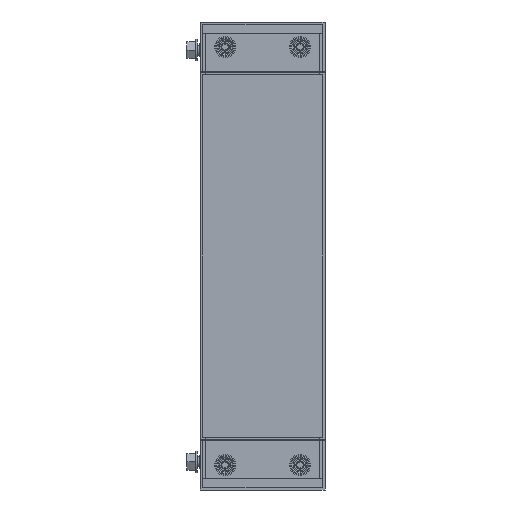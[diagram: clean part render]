
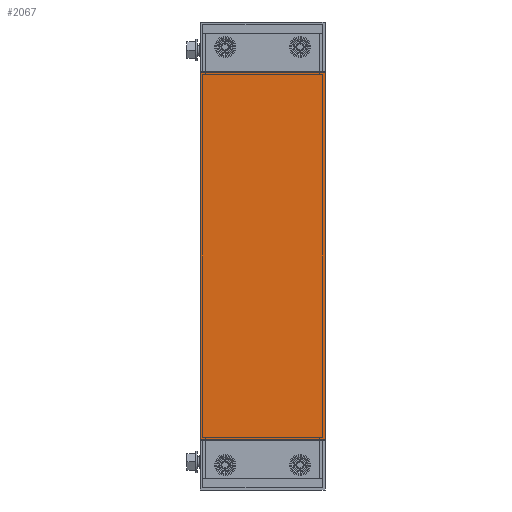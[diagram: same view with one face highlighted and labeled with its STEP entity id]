
A CAD part, left-side view. The second image highlights one B-rep face of the part: STEP entity #2067.
In plain terms, the highlighted planar face has unit normal (-1, 0, 0).
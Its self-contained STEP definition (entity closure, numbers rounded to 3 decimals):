
#35 = CARTESIAN_POINT ( 'NONE',  ( 0., 0., 334.6 ) ) ;
#250 = EDGE_CURVE ( 'NONE', #2372, #4249, #2258, .T. ) ;
#262 = DIRECTION ( 'NONE',  ( 0., 1., 0. ) ) ;
#414 = PLANE ( 'NONE',  #3659 ) ;
#807 = VECTOR ( 'NONE', #5970, 1000. ) ;
#1316 = CARTESIAN_POINT ( 'NONE',  ( 0., 0., 0. ) ) ;
#1609 = CARTESIAN_POINT ( 'NONE',  ( 0., 0., 40.4 ) ) ;
#1983 = EDGE_LOOP ( 'NONE', ( #7266, #9119, #3399, #7695 ) ) ;
#2067 = ADVANCED_FACE ( 'NONE', ( #3624 ), #414, .T. ) ;
#2106 = CARTESIAN_POINT ( 'NONE',  ( 0., 0., 40.4 ) ) ;
#2258 = LINE ( 'NONE', #2106, #8551 ) ;
#2372 = VERTEX_POINT ( 'NONE', #35 ) ;
#2470 = CARTESIAN_POINT ( 'NONE',  ( 0., 0., 334.6 ) ) ;
#2490 = VERTEX_POINT ( 'NONE', #2580 ) ;
#2580 = CARTESIAN_POINT ( 'NONE',  ( 0., -100., 40.4 ) ) ;
#3253 = CARTESIAN_POINT ( 'NONE',  ( 0., -100., 40.4 ) ) ;
#3399 = ORIENTED_EDGE ( 'NONE', *, *, #9084, .T. ) ;
#3469 = DIRECTION ( 'NONE',  ( -1., 0., 0. ) ) ;
#3591 = EDGE_CURVE ( 'NONE', #2490, #8136, #4664, .T. ) ;
#3624 = FACE_OUTER_BOUND ( 'NONE', #1983, .T. ) ;
#3659 = AXIS2_PLACEMENT_3D ( 'NONE', #1316, #3469, #4442 ) ;
#4249 = VERTEX_POINT ( 'NONE', #1609 ) ;
#4442 = DIRECTION ( 'NONE',  ( 0., 0., 1. ) ) ;
#4632 = CARTESIAN_POINT ( 'NONE',  ( 0., -100., 334.6 ) ) ;
#4664 = LINE ( 'NONE', #3253, #5787 ) ;
#4908 = LINE ( 'NONE', #2470, #8817 ) ;
#5787 = VECTOR ( 'NONE', #8490, 1000. ) ;
#5970 = DIRECTION ( 'NONE',  ( 0., -1., 0. ) ) ;
#7266 = ORIENTED_EDGE ( 'NONE', *, *, #7301, .T. ) ;
#7301 = EDGE_CURVE ( 'NONE', #4249, #2490, #9726, .T. ) ;
#7695 = ORIENTED_EDGE ( 'NONE', *, *, #250, .T. ) ;
#8136 = VERTEX_POINT ( 'NONE', #4632 ) ;
#8188 = CARTESIAN_POINT ( 'NONE',  ( 0., 0., 40.4 ) ) ;
#8421 = DIRECTION ( 'NONE',  ( 0., 0., -1. ) ) ;
#8490 = DIRECTION ( 'NONE',  ( 0., 0., 1. ) ) ;
#8551 = VECTOR ( 'NONE', #8421, 1000. ) ;
#8817 = VECTOR ( 'NONE', #262, 1000. ) ;
#9084 = EDGE_CURVE ( 'NONE', #8136, #2372, #4908, .T. ) ;
#9119 = ORIENTED_EDGE ( 'NONE', *, *, #3591, .T. ) ;
#9726 = LINE ( 'NONE', #8188, #807 ) ;
